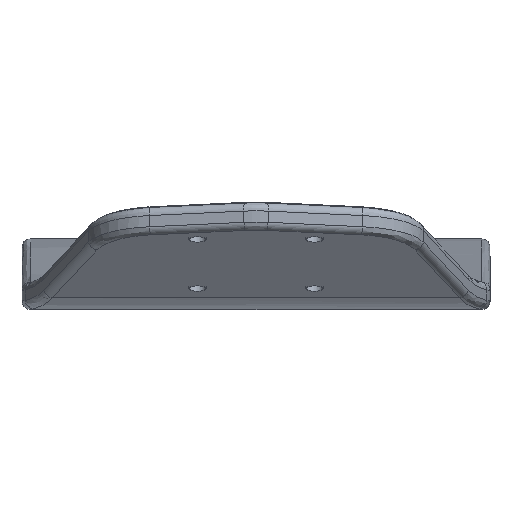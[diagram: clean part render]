
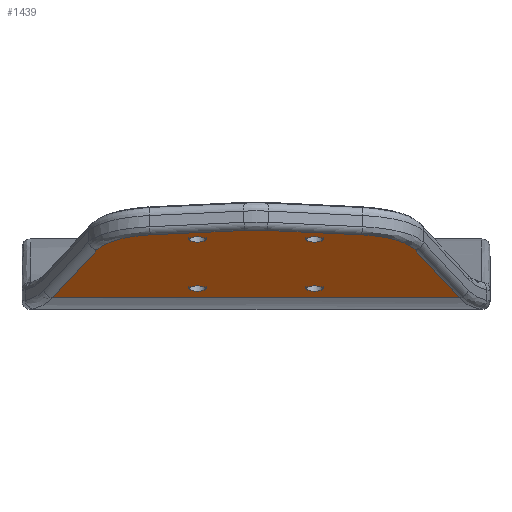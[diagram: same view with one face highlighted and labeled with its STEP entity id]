
A CAD part, left-side view. The second image highlights one B-rep face of the part: STEP entity #1439.
In plain terms, the highlighted planar face has unit normal (-0.312, 0, -0.95).
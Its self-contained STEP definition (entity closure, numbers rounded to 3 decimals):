
#29=FACE_BOUND('',#356,.T.);
#30=FACE_BOUND('',#357,.T.);
#31=FACE_BOUND('',#358,.T.);
#32=FACE_BOUND('',#359,.T.);
#40=ELLIPSE('',#1514,32.628,31.);
#42=ELLIPSE('',#1519,37.891,36.);
#44=ELLIPSE('',#1524,32.628,31.);
#164=PLANE('',#1599);
#255=FACE_OUTER_BOUND('',#355,.T.);
#355=EDGE_LOOP('',(#1295,#1296,#1297,#1298,#1299,#1300,#1301,#1302));
#356=EDGE_LOOP('',(#1303));
#357=EDGE_LOOP('',(#1304));
#358=EDGE_LOOP('',(#1305));
#359=EDGE_LOOP('',(#1306));
#378=LINE('',#2565,#444);
#380=LINE('',#2606,#446);
#382=LINE('',#2637,#448);
#384=LINE('',#2678,#450);
#426=LINE('',#4497,#492);
#444=VECTOR('',#1734,10.);
#446=VECTOR('',#1746,10.);
#448=VECTOR('',#1758,10.);
#450=VECTOR('',#1770,10.);
#492=VECTOR('',#1958,10.);
#502=CIRCLE('',#1474,4.);
#504=CIRCLE('',#1477,4.);
#506=CIRCLE('',#1480,4.);
#508=CIRCLE('',#1483,4.);
#570=VERTEX_POINT('',#1994);
#572=VERTEX_POINT('',#2000);
#574=VERTEX_POINT('',#2006);
#576=VERTEX_POINT('',#2012);
#607=VERTEX_POINT('',#2547);
#609=VERTEX_POINT('',#2561);
#611=VERTEX_POINT('',#2596);
#613=VERTEX_POINT('',#2602);
#615=VERTEX_POINT('',#2627);
#617=VERTEX_POINT('',#2633);
#619=VERTEX_POINT('',#2668);
#621=VERTEX_POINT('',#2674);
#699=EDGE_CURVE('',#570,#570,#502,.T.);
#702=EDGE_CURVE('',#572,#572,#504,.T.);
#705=EDGE_CURVE('',#574,#574,#506,.T.);
#708=EDGE_CURVE('',#576,#576,#508,.T.);
#757=EDGE_CURVE('',#607,#609,#378,.T.);
#760=EDGE_CURVE('',#609,#611,#40,.T.);
#763=EDGE_CURVE('',#611,#613,#380,.T.);
#766=EDGE_CURVE('',#613,#615,#42,.T.);
#769=EDGE_CURVE('',#615,#617,#382,.T.);
#772=EDGE_CURVE('',#617,#619,#44,.T.);
#775=EDGE_CURVE('',#619,#621,#384,.T.);
#894=EDGE_CURVE('',#621,#607,#426,.T.);
#1295=ORIENTED_EDGE('',*,*,#757,.F.);
#1296=ORIENTED_EDGE('',*,*,#894,.F.);
#1297=ORIENTED_EDGE('',*,*,#775,.F.);
#1298=ORIENTED_EDGE('',*,*,#772,.F.);
#1299=ORIENTED_EDGE('',*,*,#769,.F.);
#1300=ORIENTED_EDGE('',*,*,#766,.F.);
#1301=ORIENTED_EDGE('',*,*,#763,.F.);
#1302=ORIENTED_EDGE('',*,*,#760,.F.);
#1303=ORIENTED_EDGE('',*,*,#699,.T.);
#1304=ORIENTED_EDGE('',*,*,#702,.T.);
#1305=ORIENTED_EDGE('',*,*,#705,.T.);
#1306=ORIENTED_EDGE('',*,*,#708,.T.);
#1439=ADVANCED_FACE('',(#255,#29,#30,#31,#32),#164,.T.);
#1474=AXIS2_PLACEMENT_3D('',#1996,#1646,#1647);
#1477=AXIS2_PLACEMENT_3D('',#2002,#1653,#1654);
#1480=AXIS2_PLACEMENT_3D('',#2008,#1660,#1661);
#1483=AXIS2_PLACEMENT_3D('',#2014,#1667,#1668);
#1514=AXIS2_PLACEMENT_3D('',#2600,#1739,#1740);
#1519=AXIS2_PLACEMENT_3D('',#2631,#1751,#1752);
#1524=AXIS2_PLACEMENT_3D('',#2672,#1763,#1764);
#1599=AXIS2_PLACEMENT_3D('',#4496,#1956,#1957);
#1646=DIRECTION('center_axis',(0.312,0.,0.95));
#1647=DIRECTION('ref_axis',(0.,1.,0.));
#1653=DIRECTION('center_axis',(0.312,0.,0.95));
#1654=DIRECTION('ref_axis',(0.,1.,0.));
#1660=DIRECTION('center_axis',(0.312,0.,0.95));
#1661=DIRECTION('ref_axis',(0.,1.,0.));
#1667=DIRECTION('center_axis',(0.312,0.,0.95));
#1668=DIRECTION('ref_axis',(0.,1.,0.));
#1734=DIRECTION('',(-0.913,-0.278,0.3));
#1739=DIRECTION('center_axis',(0.312,0.,0.95));
#1740=DIRECTION('ref_axis',(-0.95,0.,0.312));
#1746=DIRECTION('',(-0.141,-0.989,0.046));
#1751=DIRECTION('center_axis',(0.312,0.,0.95));
#1752=DIRECTION('ref_axis',(-0.95,0.,0.312));
#1758=DIRECTION('',(0.141,-0.989,-0.046));
#1763=DIRECTION('center_axis',(0.312,0.,0.95));
#1764=DIRECTION('ref_axis',(-0.95,0.,0.312));
#1770=DIRECTION('',(0.913,-0.278,-0.3));
#1956=DIRECTION('center_axis',(-0.312,0.,-0.95));
#1957=DIRECTION('ref_axis',(-0.95,0.,0.312));
#1958=DIRECTION('',(0.,1.,0.));
#1994=CARTESIAN_POINT('',(-434.557,23.5,35.317));
#1996=CARTESIAN_POINT('Origin',(-434.557,27.5,35.317));
#2000=CARTESIAN_POINT('',(-434.557,-31.5,35.317));
#2002=CARTESIAN_POINT('Origin',(-434.557,-27.5,35.317));
#2006=CARTESIAN_POINT('',(-364.25,23.5,12.231));
#2008=CARTESIAN_POINT('Origin',(-364.25,27.5,12.231));
#2012=CARTESIAN_POINT('',(-364.25,-31.5,12.231));
#2014=CARTESIAN_POINT('Origin',(-364.25,-27.5,12.231));
#2547=CARTESIAN_POINT('',(-350.983,95.695,7.875));
#2561=CARTESIAN_POINT('',(-419.49,74.793,30.37));
#2565=CARTESIAN_POINT('',(-348.186,96.549,6.957));
#2596=CARTESIAN_POINT('',(-441.131,49.527,37.476));
#2600=CARTESIAN_POINT('Origin',(-410.443,45.142,27.399));
#2602=CARTESIAN_POINT('',(-447.48,5.092,39.56));
#2606=CARTESIAN_POINT('',(-443.459,33.235,38.24));
#2627=CARTESIAN_POINT('',(-447.48,-5.092,39.56));
#2631=CARTESIAN_POINT('Origin',(-411.842,0.,
27.858));
#2633=CARTESIAN_POINT('',(-441.131,-49.527,37.476));
#2637=CARTESIAN_POINT('',(-446.626,-11.065,39.28));
#2668=CARTESIAN_POINT('',(-419.49,-74.793,30.37));
#2672=CARTESIAN_POINT('Origin',(-410.443,-45.142,27.399));
#2674=CARTESIAN_POINT('',(-350.983,-95.695,7.875));
#2678=CARTESIAN_POINT('',(-392.722,-82.96,21.58));
#4496=CARTESIAN_POINT('Origin',(-350.983,0.,7.875));
#4497=CARTESIAN_POINT('',(-350.983,0.,7.875));
